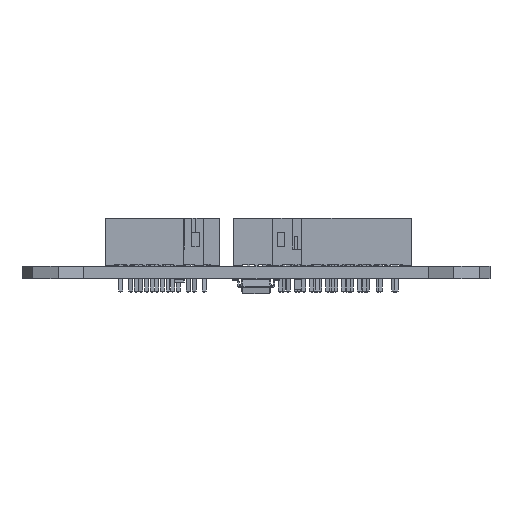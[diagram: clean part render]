
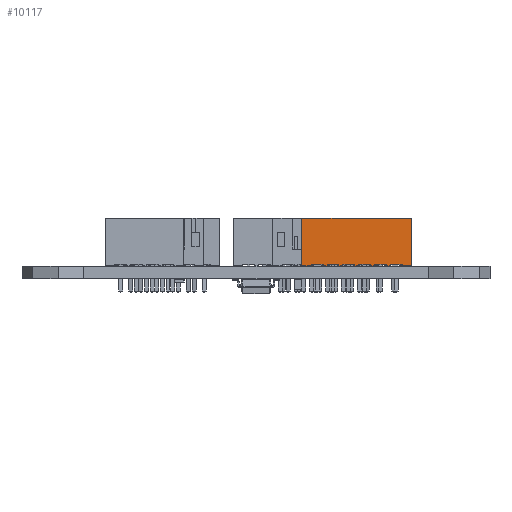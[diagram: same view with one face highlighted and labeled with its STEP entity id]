
A CAD part, front view. The second image highlights one B-rep face of the part: STEP entity #10117.
In plain terms, the highlighted planar face has unit normal (0, -1, 0).
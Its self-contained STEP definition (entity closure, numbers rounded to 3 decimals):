
#10018 = VERTEX_POINT('',#10019);
#10019 = CARTESIAN_POINT('',(11.95,-2.8,0.));
#10036 = VERTEX_POINT('',#10037);
#10037 = CARTESIAN_POINT('',(10.75,-2.8,0.));
#10043 = EDGE_CURVE('',#10036,#10018,#10044,.T.);
#10044 = LINE('',#10045,#10046);
#10045 = CARTESIAN_POINT('',(-1.95,-2.8,0.));
#10046 = VECTOR('',#10047,1.);
#10047 = DIRECTION('',(1.,0.,0.));
#10058 = EDGE_CURVE('',#10018,#10059,#10061,.T.);
#10059 = VERTEX_POINT('',#10060);
#10060 = CARTESIAN_POINT('',(11.95,-2.8,6.));
#10061 = LINE('',#10062,#10063);
#10062 = CARTESIAN_POINT('',(11.95,-2.8,0.));
#10063 = VECTOR('',#10064,1.);
#10064 = DIRECTION('',(0.,0.,1.));
#10117 = ADVANCED_FACE('',(#10118),#10328,.F.);
#10118 = FACE_BOUND('',#10119,.F.);
#10119 = EDGE_LOOP('',(#10120,#10130,#10138,#10144,#10145,#10146,#10154,
    #10162,#10170,#10178,#10186,#10194,#10202,#10210,#10218,#10226,
    #10234,#10242,#10250,#10258,#10266,#10274,#10282,#10290,#10298,
    #10306,#10314,#10322));
#10120 = ORIENTED_EDGE('',*,*,#10121,.F.);
#10121 = EDGE_CURVE('',#10122,#10124,#10126,.T.);
#10122 = VERTEX_POINT('',#10123);
#10123 = CARTESIAN_POINT('',(-1.95,-2.8,0.));
#10124 = VERTEX_POINT('',#10125);
#10125 = CARTESIAN_POINT('',(-0.75,-2.8,0.));
#10126 = LINE('',#10127,#10128);
#10127 = CARTESIAN_POINT('',(-1.95,-2.8,0.));
#10128 = VECTOR('',#10129,1.);
#10129 = DIRECTION('',(1.,0.,0.));
#10130 = ORIENTED_EDGE('',*,*,#10131,.T.);
#10131 = EDGE_CURVE('',#10122,#10132,#10134,.T.);
#10132 = VERTEX_POINT('',#10133);
#10133 = CARTESIAN_POINT('',(-1.95,-2.8,6.));
#10134 = LINE('',#10135,#10136);
#10135 = CARTESIAN_POINT('',(-1.95,-2.8,0.));
#10136 = VECTOR('',#10137,1.);
#10137 = DIRECTION('',(0.,0.,1.));
#10138 = ORIENTED_EDGE('',*,*,#10139,.T.);
#10139 = EDGE_CURVE('',#10132,#10059,#10140,.T.);
#10140 = LINE('',#10141,#10142);
#10141 = CARTESIAN_POINT('',(-1.95,-2.8,6.));
#10142 = VECTOR('',#10143,1.);
#10143 = DIRECTION('',(1.,0.,0.));
#10144 = ORIENTED_EDGE('',*,*,#10058,.F.);
#10145 = ORIENTED_EDGE('',*,*,#10043,.F.);
#10146 = ORIENTED_EDGE('',*,*,#10147,.F.);
#10147 = EDGE_CURVE('',#10148,#10036,#10150,.T.);
#10148 = VERTEX_POINT('',#10149);
#10149 = CARTESIAN_POINT('',(10.75,-2.8,0.2));
#10150 = LINE('',#10151,#10152);
#10151 = CARTESIAN_POINT('',(10.75,-2.8,0.2));
#10152 = VECTOR('',#10153,1.);
#10153 = DIRECTION('',(-0.,0.,-1.));
#10154 = ORIENTED_EDGE('',*,*,#10155,.T.);
#10155 = EDGE_CURVE('',#10148,#10156,#10158,.T.);
#10156 = VERTEX_POINT('',#10157);
#10157 = CARTESIAN_POINT('',(9.25,-2.8,0.2));
#10158 = LINE('',#10159,#10160);
#10159 = CARTESIAN_POINT('',(10.75,-2.8,0.2));
#10160 = VECTOR('',#10161,1.);
#10161 = DIRECTION('',(-1.,0.,0.));
#10162 = ORIENTED_EDGE('',*,*,#10163,.T.);
#10163 = EDGE_CURVE('',#10156,#10164,#10166,.T.);
#10164 = VERTEX_POINT('',#10165);
#10165 = CARTESIAN_POINT('',(9.25,-2.8,0.));
#10166 = LINE('',#10167,#10168);
#10167 = CARTESIAN_POINT('',(9.25,-2.8,0.2));
#10168 = VECTOR('',#10169,1.);
#10169 = DIRECTION('',(-0.,0.,-1.));
#10170 = ORIENTED_EDGE('',*,*,#10171,.F.);
#10171 = EDGE_CURVE('',#10172,#10164,#10174,.T.);
#10172 = VERTEX_POINT('',#10173);
#10173 = CARTESIAN_POINT('',(8.75,-2.8,0.));
#10174 = LINE('',#10175,#10176);
#10175 = CARTESIAN_POINT('',(-1.95,-2.8,0.));
#10176 = VECTOR('',#10177,1.);
#10177 = DIRECTION('',(1.,0.,0.));
#10178 = ORIENTED_EDGE('',*,*,#10179,.F.);
#10179 = EDGE_CURVE('',#10180,#10172,#10182,.T.);
#10180 = VERTEX_POINT('',#10181);
#10181 = CARTESIAN_POINT('',(8.75,-2.8,0.2));
#10182 = LINE('',#10183,#10184);
#10183 = CARTESIAN_POINT('',(8.75,-2.8,0.2));
#10184 = VECTOR('',#10185,1.);
#10185 = DIRECTION('',(-0.,0.,-1.));
#10186 = ORIENTED_EDGE('',*,*,#10187,.T.);
#10187 = EDGE_CURVE('',#10180,#10188,#10190,.T.);
#10188 = VERTEX_POINT('',#10189);
#10189 = CARTESIAN_POINT('',(7.25,-2.8,0.2));
#10190 = LINE('',#10191,#10192);
#10191 = CARTESIAN_POINT('',(8.75,-2.8,0.2));
#10192 = VECTOR('',#10193,1.);
#10193 = DIRECTION('',(-1.,0.,0.));
#10194 = ORIENTED_EDGE('',*,*,#10195,.T.);
#10195 = EDGE_CURVE('',#10188,#10196,#10198,.T.);
#10196 = VERTEX_POINT('',#10197);
#10197 = CARTESIAN_POINT('',(7.25,-2.8,0.));
#10198 = LINE('',#10199,#10200);
#10199 = CARTESIAN_POINT('',(7.25,-2.8,0.2));
#10200 = VECTOR('',#10201,1.);
#10201 = DIRECTION('',(-0.,0.,-1.));
#10202 = ORIENTED_EDGE('',*,*,#10203,.F.);
#10203 = EDGE_CURVE('',#10204,#10196,#10206,.T.);
#10204 = VERTEX_POINT('',#10205);
#10205 = CARTESIAN_POINT('',(6.75,-2.8,0.));
#10206 = LINE('',#10207,#10208);
#10207 = CARTESIAN_POINT('',(-1.95,-2.8,0.));
#10208 = VECTOR('',#10209,1.);
#10209 = DIRECTION('',(1.,0.,0.));
#10210 = ORIENTED_EDGE('',*,*,#10211,.F.);
#10211 = EDGE_CURVE('',#10212,#10204,#10214,.T.);
#10212 = VERTEX_POINT('',#10213);
#10213 = CARTESIAN_POINT('',(6.75,-2.8,0.2));
#10214 = LINE('',#10215,#10216);
#10215 = CARTESIAN_POINT('',(6.75,-2.8,0.2));
#10216 = VECTOR('',#10217,1.);
#10217 = DIRECTION('',(-0.,0.,-1.));
#10218 = ORIENTED_EDGE('',*,*,#10219,.T.);
#10219 = EDGE_CURVE('',#10212,#10220,#10222,.T.);
#10220 = VERTEX_POINT('',#10221);
#10221 = CARTESIAN_POINT('',(5.25,-2.8,0.2));
#10222 = LINE('',#10223,#10224);
#10223 = CARTESIAN_POINT('',(6.75,-2.8,0.2));
#10224 = VECTOR('',#10225,1.);
#10225 = DIRECTION('',(-1.,0.,0.));
#10226 = ORIENTED_EDGE('',*,*,#10227,.T.);
#10227 = EDGE_CURVE('',#10220,#10228,#10230,.T.);
#10228 = VERTEX_POINT('',#10229);
#10229 = CARTESIAN_POINT('',(5.25,-2.8,0.));
#10230 = LINE('',#10231,#10232);
#10231 = CARTESIAN_POINT('',(5.25,-2.8,0.2));
#10232 = VECTOR('',#10233,1.);
#10233 = DIRECTION('',(-0.,0.,-1.));
#10234 = ORIENTED_EDGE('',*,*,#10235,.F.);
#10235 = EDGE_CURVE('',#10236,#10228,#10238,.T.);
#10236 = VERTEX_POINT('',#10237);
#10237 = CARTESIAN_POINT('',(4.75,-2.8,0.));
#10238 = LINE('',#10239,#10240);
#10239 = CARTESIAN_POINT('',(-1.95,-2.8,0.));
#10240 = VECTOR('',#10241,1.);
#10241 = DIRECTION('',(1.,0.,0.));
#10242 = ORIENTED_EDGE('',*,*,#10243,.F.);
#10243 = EDGE_CURVE('',#10244,#10236,#10246,.T.);
#10244 = VERTEX_POINT('',#10245);
#10245 = CARTESIAN_POINT('',(4.75,-2.8,0.2));
#10246 = LINE('',#10247,#10248);
#10247 = CARTESIAN_POINT('',(4.75,-2.8,0.2));
#10248 = VECTOR('',#10249,1.);
#10249 = DIRECTION('',(-0.,0.,-1.));
#10250 = ORIENTED_EDGE('',*,*,#10251,.T.);
#10251 = EDGE_CURVE('',#10244,#10252,#10254,.T.);
#10252 = VERTEX_POINT('',#10253);
#10253 = CARTESIAN_POINT('',(3.25,-2.8,0.2));
#10254 = LINE('',#10255,#10256);
#10255 = CARTESIAN_POINT('',(4.75,-2.8,0.2));
#10256 = VECTOR('',#10257,1.);
#10257 = DIRECTION('',(-1.,0.,0.));
#10258 = ORIENTED_EDGE('',*,*,#10259,.T.);
#10259 = EDGE_CURVE('',#10252,#10260,#10262,.T.);
#10260 = VERTEX_POINT('',#10261);
#10261 = CARTESIAN_POINT('',(3.25,-2.8,0.));
#10262 = LINE('',#10263,#10264);
#10263 = CARTESIAN_POINT('',(3.25,-2.8,0.2));
#10264 = VECTOR('',#10265,1.);
#10265 = DIRECTION('',(-0.,0.,-1.));
#10266 = ORIENTED_EDGE('',*,*,#10267,.F.);
#10267 = EDGE_CURVE('',#10268,#10260,#10270,.T.);
#10268 = VERTEX_POINT('',#10269);
#10269 = CARTESIAN_POINT('',(2.75,-2.8,0.));
#10270 = LINE('',#10271,#10272);
#10271 = CARTESIAN_POINT('',(-1.95,-2.8,0.));
#10272 = VECTOR('',#10273,1.);
#10273 = DIRECTION('',(1.,0.,0.));
#10274 = ORIENTED_EDGE('',*,*,#10275,.F.);
#10275 = EDGE_CURVE('',#10276,#10268,#10278,.T.);
#10276 = VERTEX_POINT('',#10277);
#10277 = CARTESIAN_POINT('',(2.75,-2.8,0.2));
#10278 = LINE('',#10279,#10280);
#10279 = CARTESIAN_POINT('',(2.75,-2.8,0.2));
#10280 = VECTOR('',#10281,1.);
#10281 = DIRECTION('',(-0.,0.,-1.));
#10282 = ORIENTED_EDGE('',*,*,#10283,.T.);
#10283 = EDGE_CURVE('',#10276,#10284,#10286,.T.);
#10284 = VERTEX_POINT('',#10285);
#10285 = CARTESIAN_POINT('',(1.25,-2.8,0.2));
#10286 = LINE('',#10287,#10288);
#10287 = CARTESIAN_POINT('',(2.75,-2.8,0.2));
#10288 = VECTOR('',#10289,1.);
#10289 = DIRECTION('',(-1.,0.,0.));
#10290 = ORIENTED_EDGE('',*,*,#10291,.T.);
#10291 = EDGE_CURVE('',#10284,#10292,#10294,.T.);
#10292 = VERTEX_POINT('',#10293);
#10293 = CARTESIAN_POINT('',(1.25,-2.8,0.));
#10294 = LINE('',#10295,#10296);
#10295 = CARTESIAN_POINT('',(1.25,-2.8,0.2));
#10296 = VECTOR('',#10297,1.);
#10297 = DIRECTION('',(-0.,0.,-1.));
#10298 = ORIENTED_EDGE('',*,*,#10299,.F.);
#10299 = EDGE_CURVE('',#10300,#10292,#10302,.T.);
#10300 = VERTEX_POINT('',#10301);
#10301 = CARTESIAN_POINT('',(0.75,-2.8,0.));
#10302 = LINE('',#10303,#10304);
#10303 = CARTESIAN_POINT('',(-1.95,-2.8,0.));
#10304 = VECTOR('',#10305,1.);
#10305 = DIRECTION('',(1.,0.,0.));
#10306 = ORIENTED_EDGE('',*,*,#10307,.F.);
#10307 = EDGE_CURVE('',#10308,#10300,#10310,.T.);
#10308 = VERTEX_POINT('',#10309);
#10309 = CARTESIAN_POINT('',(0.75,-2.8,0.2));
#10310 = LINE('',#10311,#10312);
#10311 = CARTESIAN_POINT('',(0.75,-2.8,0.2));
#10312 = VECTOR('',#10313,1.);
#10313 = DIRECTION('',(-0.,0.,-1.));
#10314 = ORIENTED_EDGE('',*,*,#10315,.T.);
#10315 = EDGE_CURVE('',#10308,#10316,#10318,.T.);
#10316 = VERTEX_POINT('',#10317);
#10317 = CARTESIAN_POINT('',(-0.75,-2.8,0.2));
#10318 = LINE('',#10319,#10320);
#10319 = CARTESIAN_POINT('',(0.75,-2.8,0.2));
#10320 = VECTOR('',#10321,1.);
#10321 = DIRECTION('',(-1.,0.,0.));
#10322 = ORIENTED_EDGE('',*,*,#10323,.T.);
#10323 = EDGE_CURVE('',#10316,#10124,#10324,.T.);
#10324 = LINE('',#10325,#10326);
#10325 = CARTESIAN_POINT('',(-0.75,-2.8,0.2));
#10326 = VECTOR('',#10327,1.);
#10327 = DIRECTION('',(-0.,0.,-1.));
#10328 = PLANE('',#10329);
#10329 = AXIS2_PLACEMENT_3D('',#10330,#10331,#10332);
#10330 = CARTESIAN_POINT('',(-1.95,-2.8,0.));
#10331 = DIRECTION('',(0.,1.,0.));
#10332 = DIRECTION('',(1.,0.,0.));
